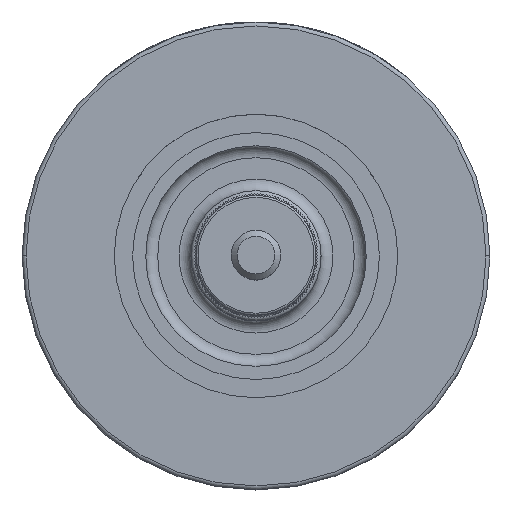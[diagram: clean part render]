
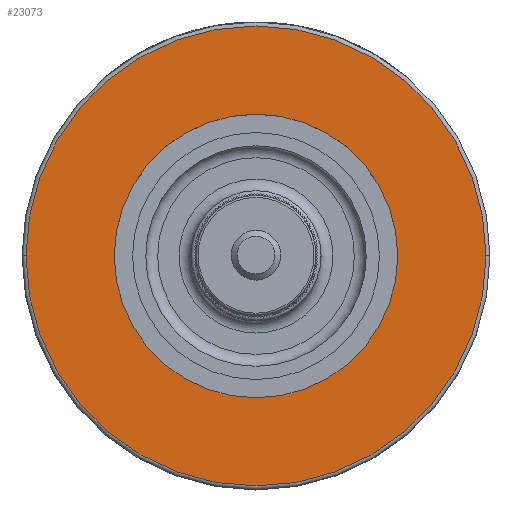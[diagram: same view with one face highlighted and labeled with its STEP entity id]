
A CAD part, top view. The second image highlights one B-rep face of the part: STEP entity #23073.
In plain terms, the highlighted planar face has unit normal (0, 0, 1).
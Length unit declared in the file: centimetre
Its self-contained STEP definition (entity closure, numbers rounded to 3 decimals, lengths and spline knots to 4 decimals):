
#4777=PLANE('',#24569);
#5467=VERTEX_POINT('',#28635);
#5473=VERTEX_POINT('',#28652);
#5474=VERTEX_POINT('',#28654);
#8119=CIRCLE('',#24489,0.9081);
#8127=CIRCLE('',#24501,1.4732);
#8170=CIRCLE('',#24570,1.4732);
#8270=EDGE_CURVE('',#5467,#5467,#8119,.T.);
#8278=EDGE_CURVE('',#5474,#5473,#8127,.T.);
#8519=EDGE_CURVE('',#5473,#5474,#8170,.T.);
#12519=ORIENTED_EDGE('',*,*,#8270,.T.);
#12520=ORIENTED_EDGE('',*,*,#8278,.T.);
#12521=ORIENTED_EDGE('',*,*,#8519,.T.);
#20206=EDGE_LOOP('',(#12519));
#20207=EDGE_LOOP('',(#12520,#12521));
#21668=FACE_BOUND('',#20206,.T.);
#21669=FACE_BOUND('',#20207,.T.);
#23073=ADVANCED_FACE('',(#21668,#21669),#4777,.T.);
#24489=AXIS2_PLACEMENT_3D('',#28634,#25730,#25731);
#24501=AXIS2_PLACEMENT_3D('',#28653,#25751,#25752);
#24569=AXIS2_PLACEMENT_3D('',#30636,#25933,$);
#24570=AXIS2_PLACEMENT_3D('',#30637,#25934,#25935);
#25730=DIRECTION('',(0.,0.,-1.));
#25731=DIRECTION('',(0.908,0.,0.));
#25751=DIRECTION('',(0.,0.,1.));
#25752=DIRECTION('',(1.473,0.,0.));
#25933=DIRECTION('',(0.,0.,1.));
#25934=DIRECTION('',(0.,0.,1.));
#25935=DIRECTION('',(1.473,0.,0.));
#28634=CARTESIAN_POINT('',(0.,0.,0.));
#28635=CARTESIAN_POINT('',(0.9081,0.,0.));
#28652=CARTESIAN_POINT('',(-1.4732,0.,0.));
#28653=CARTESIAN_POINT('',(0.,0.,0.));
#28654=CARTESIAN_POINT('',(1.4732,0.,0.));
#30636=CARTESIAN_POINT('',(0.8522,0.,0.));
#30637=CARTESIAN_POINT('',(0.,0.,0.));
